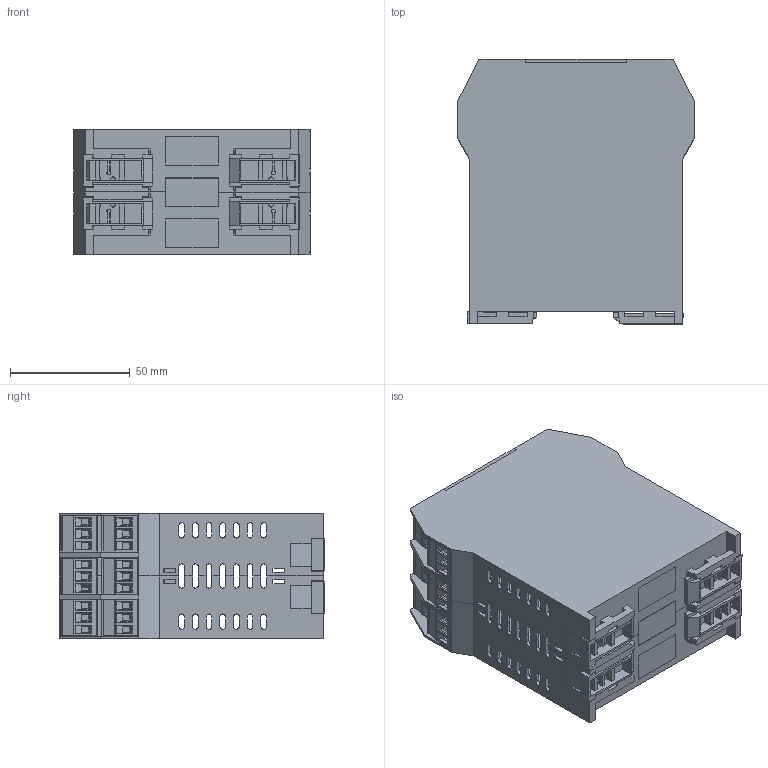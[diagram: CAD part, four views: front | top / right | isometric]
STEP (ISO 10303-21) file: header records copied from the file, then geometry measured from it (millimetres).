
FILE_DESCRIPTION(/* description */ (''),/* implementation_level */ '2;1');
FILE_NAME(/* name */ 'Z-FLOWCOMPUTER.iam.stp',/* time_stamp */ '2017-03-13T15:36:38+01:00',/* author */ ('teso'),/* organization */ (''),/* preprocessor_version */ 'ST-DEVELOPER v16.5',/* originating_system */ 'Autodesk Inventor 2017',/* authorisation */ '');
FILE_SCHEMA (('AUTOMOTIVE_DESIGN { 1 0 10303 214 3 1 1 }'));
Products named in the file (19): Z-FLOWCOMPUTER; gancio fissaggio; connettore bus; contenitore; Fix1_MIR1; Parete2_MIR; Fix1_MIR2; Fix1_MIR1_MIR; Coperchio-ant.3; Coperchio-post.; MSTB_2.5_3-ST-5.08; MSTB_2.5_3-ST-5.08_MIR5; MSTB_2.5_3-ST-5.08_MIR5_MIR; MSTB_2.5_3-ST-5.08_MIR6; MSTB_2.5_3-ST-5.08_MIR5_MIR1; MSTB_2.5_3-ST-5.08_MIR5_MIR_MIR; Tappo-morsetti; micro usb; Parte8
Assembly tree (26 placements, depth 2):
  Z-FLOWCOMPUTER
    gancio fissaggio
    connettore bus
    Coperchio-post.  x3
    contenitore
    Fix1_MIR1
    Parete2_MIR
    Fix1_MIR2
    Fix1_MIR1_MIR
    Coperchio-ant.3
    MSTB_2.5_3-ST-5.08  x2
    MSTB_2.5_3-ST-5.08_MIR5  x2
    MSTB_2.5_3-ST-5.08_MIR5_MIR  x2
    MSTB_2.5_3-ST-5.08_MIR6  x2
    MSTB_2.5_3-ST-5.08_MIR5_MIR1  x2
    MSTB_2.5_3-ST-5.08_MIR5_MIR_MIR  x2
    Tappo-morsetti
    micro usb
    Parte8
Bounding box: 98.5 x 110.73 x 52.5 mm (x, y, z)
Volume: 98790.1 mm3; surface area: 120787.6 mm2
Topology: 26 solids, 26 shells, 3800 faces, 10124 edges, 6598 vertices
Faces by surface type: plane 3018, cylinder 778, cone 4
Full cylindrical faces by diameter (mm): 0.609 x12, 1.4 x36, 1.5 x4, 1.6 x4, 2.8 x36, 3 x4, 3.783 x36, 4 x36
Entity records: 79533 total; most frequent: CARTESIAN_POINT 13599, ORIENTED_EDGE 13316, DIRECTION 12764, EDGE_CURVE 6658, LINE 5638, VECTOR 5638, VERTEX_POINT 4398, AXIS2_PLACEMENT_3D 3563
